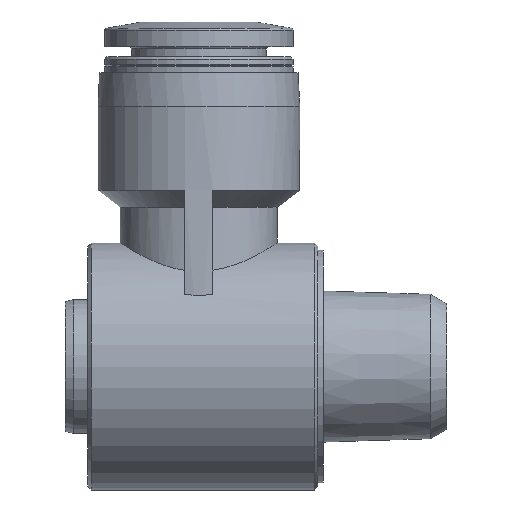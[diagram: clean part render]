
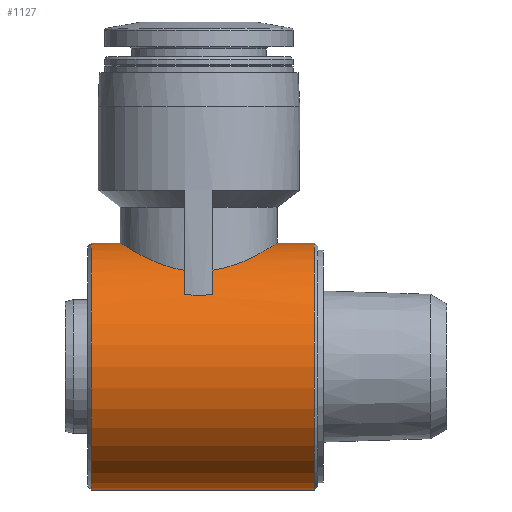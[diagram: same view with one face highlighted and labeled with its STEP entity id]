
A CAD part, left-side view. The second image highlights one B-rep face of the part: STEP entity #1127.
In plain terms, the highlighted cylindrical face has radius 11 mm (diameter 22 mm), a full revolution.
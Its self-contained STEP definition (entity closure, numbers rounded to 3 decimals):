
#113=B_SPLINE_CURVE_WITH_KNOTS('',3,(#1582,#1583,#1584,#1585,#1586,#1587,
#1588,#1589,#1590,#1591,#1592),.UNSPECIFIED.,.F.,.F.,(4,1,1,1,1,1,1,1,4),
(0.013,0.015,0.018,0.02,
0.023,0.025,0.028,0.03,
0.033),.UNSPECIFIED.);
#114=B_SPLINE_CURVE_WITH_KNOTS('',3,(#1597,#1598,#1599,#1600),
 .UNSPECIFIED.,.F.,.F.,(4,4),(0.,0.003),.UNSPECIFIED.);
#115=B_SPLINE_CURVE_WITH_KNOTS('',3,(#1604,#1605,#1606,#1607,#1608,#1609,
#1610,#1611,#1612,#1613,#1614),.UNSPECIFIED.,.F.,.F.,(4,1,1,1,1,1,1,1,4),
(0.035,0.038,0.04,0.043,
0.045,0.048,0.05,0.053,
0.055),.UNSPECIFIED.);
#116=B_SPLINE_CURVE_WITH_KNOTS('',3,(#1618,#1619,#1620,#1621),
 .UNSPECIFIED.,.F.,.F.,(4,4),(0.,0.003),.UNSPECIFIED.);
#154=ORIENTED_EDGE('',*,*,#342,.F.);
#155=ORIENTED_EDGE('',*,*,#343,.T.);
#156=ORIENTED_EDGE('',*,*,#344,.F.);
#157=ORIENTED_EDGE('',*,*,#345,.F.);
#158=ORIENTED_EDGE('',*,*,#346,.F.);
#159=ORIENTED_EDGE('',*,*,#347,.F.);
#160=ORIENTED_EDGE('',*,*,#348,.F.);
#161=ORIENTED_EDGE('',*,*,#349,.F.);
#162=ORIENTED_EDGE('',*,*,#350,.F.);
#163=ORIENTED_EDGE('',*,*,#351,.F.);
#342=EDGE_CURVE('',#436,#436,#503,.T.);
#343=EDGE_CURVE('',#437,#437,#504,.T.);
#344=EDGE_CURVE('',#438,#439,#113,.T.);
#345=EDGE_CURVE('',#440,#438,#505,.T.);
#346=EDGE_CURVE('',#441,#440,#114,.T.);
#347=EDGE_CURVE('',#442,#441,#506,.T.);
#348=EDGE_CURVE('',#443,#442,#115,.T.);
#349=EDGE_CURVE('',#444,#443,#507,.T.);
#350=EDGE_CURVE('',#445,#444,#116,.T.);
#351=EDGE_CURVE('',#439,#445,#508,.T.);
#436=VERTEX_POINT('',#1579);
#437=VERTEX_POINT('',#1581);
#438=VERTEX_POINT('',#1593);
#439=VERTEX_POINT('',#1594);
#440=VERTEX_POINT('',#1596);
#441=VERTEX_POINT('',#1601);
#442=VERTEX_POINT('',#1603);
#443=VERTEX_POINT('',#1615);
#444=VERTEX_POINT('',#1617);
#445=VERTEX_POINT('',#1622);
#503=CIRCLE('',#1196,11.);
#504=CIRCLE('',#1197,11.);
#505=CIRCLE('',#1198,11.);
#506=CIRCLE('',#1199,11.);
#507=CIRCLE('',#1200,11.);
#508=CIRCLE('',#1201,11.);
#550=EDGE_LOOP('',(#154));
#551=EDGE_LOOP('',(#155));
#552=EDGE_LOOP('',(#156,#157,#158,#159,#160,#161,#162,#163));
#639=FACE_BOUND('',#550,.T.);
#640=FACE_BOUND('',#551,.T.);
#641=FACE_BOUND('',#552,.T.);
#722=CYLINDRICAL_SURFACE('',#1195,11.);
#1127=ADVANCED_FACE('',(#639,#640,#641),#722,.T.);
#1195=AXIS2_PLACEMENT_3D('',#1577,#1314,#1315);
#1196=AXIS2_PLACEMENT_3D('',#1578,#1316,#1317);
#1197=AXIS2_PLACEMENT_3D('',#1580,#1318,#1319);
#1198=AXIS2_PLACEMENT_3D('',#1595,#1320,#1321);
#1199=AXIS2_PLACEMENT_3D('',#1602,#1322,#1323);
#1200=AXIS2_PLACEMENT_3D('',#1616,#1324,#1325);
#1201=AXIS2_PLACEMENT_3D('',#1623,#1326,#1327);
#1314=DIRECTION('',(0.,-1.,0.));
#1315=DIRECTION('',(0.,0.,-1.));
#1316=DIRECTION('',(0.,-1.,0.));
#1317=DIRECTION('',(0.,0.,-1.));
#1318=DIRECTION('',(0.,-1.,0.));
#1319=DIRECTION('',(0.,0.,-1.));
#1320=DIRECTION('',(0.,-1.,0.));
#1321=DIRECTION('',(1.,0.,0.));
#1322=DIRECTION('',(0.,1.,0.));
#1323=DIRECTION('',(-1.,0.,0.));
#1324=DIRECTION('',(0.,1.,0.));
#1325=DIRECTION('',(-1.,0.,0.));
#1326=DIRECTION('',(0.,-1.,0.));
#1327=DIRECTION('',(1.,0.,0.));
#1577=CARTESIAN_POINT('',(0.,-22.1,0.));
#1578=CARTESIAN_POINT('',(0.,-10.3,0.));
#1579=CARTESIAN_POINT('',(0.,-10.3,-11.));
#1580=CARTESIAN_POINT('',(0.,9.6,0.));
#1581=CARTESIAN_POINT('',(0.,9.6,-11.));
#1582=CARTESIAN_POINT('',(6.887,1.25,8.577));
#1583=CARTESIAN_POINT('',(6.739,2.068,8.696));
#1584=CARTESIAN_POINT('',(6.153,3.616,9.157));
#1585=CARTESIAN_POINT('',(4.613,5.441,10.053));
#1586=CARTESIAN_POINT('',(2.519,6.688,10.798));
#1587=CARTESIAN_POINT('',(0.002,7.155,11.101));
#1588=CARTESIAN_POINT('',(-2.512,6.691,10.8));
#1589=CARTESIAN_POINT('',(-4.619,5.437,10.051));
#1590=CARTESIAN_POINT('',(-6.154,3.61,9.156));
#1591=CARTESIAN_POINT('',(-6.738,2.075,8.697));
#1592=CARTESIAN_POINT('',(-6.887,1.25,8.577));
#1593=CARTESIAN_POINT('',(6.887,1.25,8.577));
#1594=CARTESIAN_POINT('',(-6.887,1.25,8.577));
#1595=CARTESIAN_POINT('',(0.,1.25,0.));
#1596=CARTESIAN_POINT('',(8.913,1.25,6.447));
#1597=CARTESIAN_POINT('',(8.913,-1.25,6.447));
#1598=CARTESIAN_POINT('',(9.028,-0.426,6.287));
#1599=CARTESIAN_POINT('',(9.028,0.426,6.287));
#1600=CARTESIAN_POINT('',(8.913,1.25,6.447));
#1601=CARTESIAN_POINT('',(8.913,-1.25,6.447));
#1602=CARTESIAN_POINT('',(0.,-1.25,0.));
#1603=CARTESIAN_POINT('',(6.887,-1.25,8.577));
#1604=CARTESIAN_POINT('',(-6.887,-1.25,8.577));
#1605=CARTESIAN_POINT('',(-6.739,-2.071,8.696));
#1606=CARTESIAN_POINT('',(-6.154,-3.613,9.157));
#1607=CARTESIAN_POINT('',(-4.614,-5.44,10.053));
#1608=CARTESIAN_POINT('',(-2.516,-6.69,10.799));
#1609=CARTESIAN_POINT('',(0.013,-7.156,11.101));
#1610=CARTESIAN_POINT('',(2.524,-6.686,10.796));
#1611=CARTESIAN_POINT('',(4.626,-5.431,10.048));
#1612=CARTESIAN_POINT('',(6.158,-3.605,9.153));
#1613=CARTESIAN_POINT('',(6.74,-2.065,8.696));
#1614=CARTESIAN_POINT('',(6.887,-1.25,8.577));
#1615=CARTESIAN_POINT('',(-6.887,-1.25,8.577));
#1616=CARTESIAN_POINT('',(0.,-1.25,0.));
#1617=CARTESIAN_POINT('',(-8.913,-1.25,6.447));
#1618=CARTESIAN_POINT('',(-8.913,1.25,6.447));
#1619=CARTESIAN_POINT('',(-9.028,0.426,6.287));
#1620=CARTESIAN_POINT('',(-9.028,-0.426,6.287));
#1621=CARTESIAN_POINT('',(-8.913,-1.25,6.447));
#1622=CARTESIAN_POINT('',(-8.913,1.25,6.447));
#1623=CARTESIAN_POINT('',(0.,1.25,0.));
